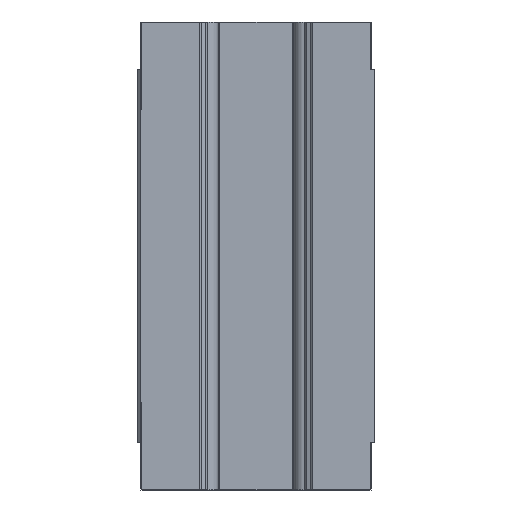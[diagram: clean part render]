
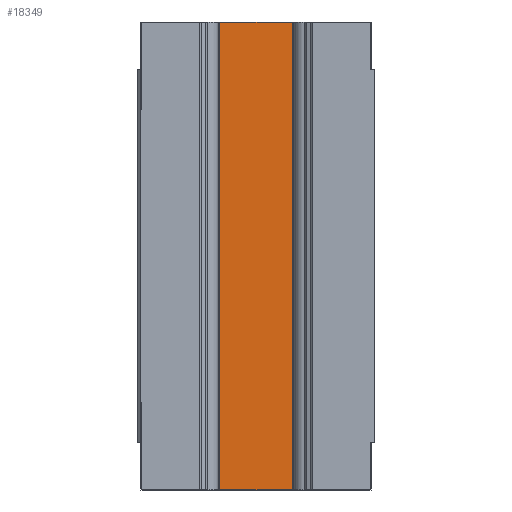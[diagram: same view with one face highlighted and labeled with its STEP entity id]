
A CAD part, front view. The second image highlights one B-rep face of the part: STEP entity #18349.
In plain terms, the highlighted planar face has unit normal (0, -1, 0).
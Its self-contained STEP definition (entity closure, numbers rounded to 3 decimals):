
#80 = VECTOR ( 'NONE', #9633, 1000. ) ;
#88 = LINE ( 'NONE', #9634, #80 ) ;
#591 = CARTESIAN_POINT ( 'NONE',  ( -10.434, 20.4, 58.95 ) ) ;
#1202 = VERTEX_POINT ( 'NONE', #591 ) ;
#1286 = VERTEX_POINT ( 'NONE', #1750 ) ;
#1420 = VERTEX_POINT ( 'NONE', #2166 ) ;
#1445 = VERTEX_POINT ( 'NONE', #2138 ) ;
#1750 = CARTESIAN_POINT ( 'NONE',  ( 10.434, 20.4, 58.95 ) ) ;
#2138 = CARTESIAN_POINT ( 'NONE',  ( 10.434, 20.4, -58.95 ) ) ;
#2166 = CARTESIAN_POINT ( 'NONE',  ( -10.434, 20.4, -58.95 ) ) ;
#3040 = DIRECTION ( 'NONE',  ( 0., 0., 1. ) ) ;
#3043 = DIRECTION ( 'NONE',  ( 0., 0., 1. ) ) ;
#3044 = CARTESIAN_POINT ( 'NONE',  ( 10.434, 20.4, -59. ) ) ;
#3048 = CARTESIAN_POINT ( 'NONE',  ( -10.434, 20.4, -59. ) ) ;
#3959 = VECTOR ( 'NONE', #12233, 1000. ) ;
#4601 = LINE ( 'NONE', #12321, #3959 ) ;
#4644 = FACE_OUTER_BOUND ( 'NONE', #9321, .T. ) ;
#6835 = AXIS2_PLACEMENT_3D ( 'NONE', #13215, #13208, #13207 ) ;
#8285 = EDGE_CURVE ( 'NONE', #1420, #1202, #14338, .T. ) ;
#8287 = EDGE_CURVE ( 'NONE', #1445, #1286, #14339, .T. ) ;
#9321 = EDGE_LOOP ( 'NONE', ( #11780, #11783, #11784, #11785 ) ) ;
#9633 = DIRECTION ( 'NONE',  ( -1., 0., 0. ) ) ;
#9634 = CARTESIAN_POINT ( 'NONE',  ( 10.434, 20.4, 58.95 ) ) ;
#11780 = ORIENTED_EDGE ( 'NONE', *, *, #8287, .T. ) ;
#11783 = ORIENTED_EDGE ( 'NONE', *, *, #16910, .T. ) ;
#11784 = ORIENTED_EDGE ( 'NONE', *, *, #8285, .F. ) ;
#11785 = ORIENTED_EDGE ( 'NONE', *, *, #16726, .F. ) ;
#12233 = DIRECTION ( 'NONE',  ( -1., 0., 0. ) ) ;
#12321 = CARTESIAN_POINT ( 'NONE',  ( 29., 20.4, -58.95 ) ) ;
#13207 = DIRECTION ( 'NONE',  ( 0., 0., 1. ) ) ;
#13208 = DIRECTION ( 'NONE',  ( 0., 1., 0. ) ) ;
#13215 = CARTESIAN_POINT ( 'NONE',  ( 10.434, 20.4, -59. ) ) ;
#13220 = PLANE ( 'NONE',  #6835 ) ;
#14331 = VECTOR ( 'NONE', #3040, 1000. ) ;
#14333 = VECTOR ( 'NONE', #3043, 1000. ) ;
#14338 = LINE ( 'NONE', #3048, #14333 ) ;
#14339 = LINE ( 'NONE', #3044, #14331 ) ;
#16726 = EDGE_CURVE ( 'NONE', #1445, #1420, #4601, .T. ) ;
#16910 = EDGE_CURVE ( 'NONE', #1286, #1202, #88, .T. ) ;
#18349 = ADVANCED_FACE ( 'NONE', ( #4644 ), #13220, .F. ) ;
